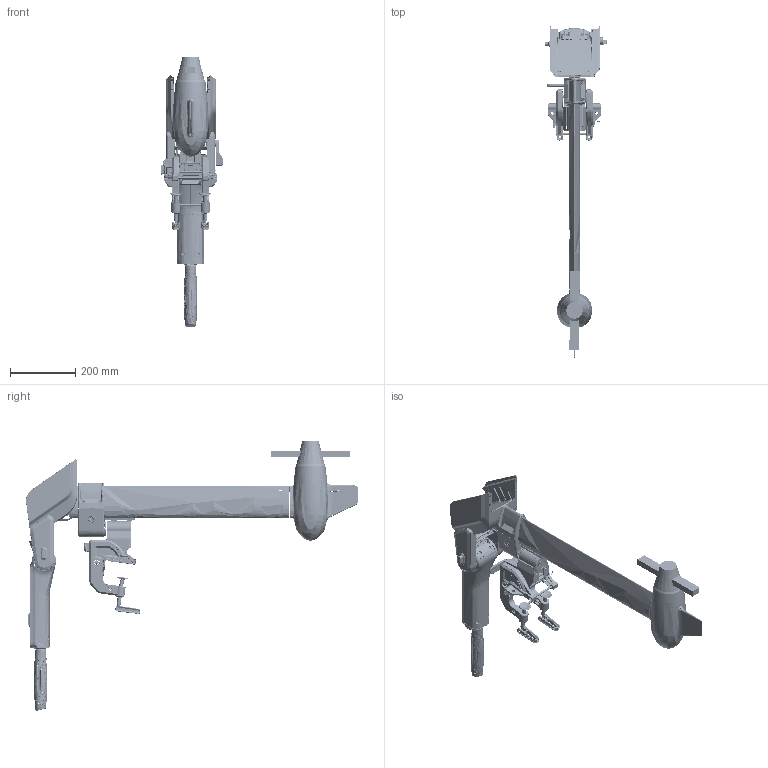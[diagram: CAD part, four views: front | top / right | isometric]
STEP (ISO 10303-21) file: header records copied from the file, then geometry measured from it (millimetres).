
FILE_DESCRIPTION (( 'STEP AP203' ), '1' );
FILE_NAME ('【0A】爆炸BOM总装.STEP', '2026-01-04T03:18:07', ( 'Windows 用户' ), ( '' ), 'SwSTEP 2.0', 'SolidWorks 2021', '' );
FILE_SCHEMA (( 'CONFIG_CONTROL_DESIGN' ));
Products named in the file (1): 【0A】爆炸BOM总装
Bounding box: 189.46 x 1014.55 x 824.45 mm (x, y, z)
Surface area: 904305.3 mm2 (no closed solid volume)
Topology: 0 solids, 768 shells, 3735 faces, 19667 edges, 16295 vertices
Faces by surface type: bspline 1372, plane 1050, cylinder 820, cone 325, torus 147, sphere 21
Entity records: 446598 total; most frequent: CARTESIAN_POINT 321801, ORIENTED_EDGE 24710, EDGE_CURVE 19638, DIRECTION 17865, VERTEX_POINT 16294, B_SPLINE_CURVE_WITH_KNOTS 8404, LINE 6467, VECTOR 6467
